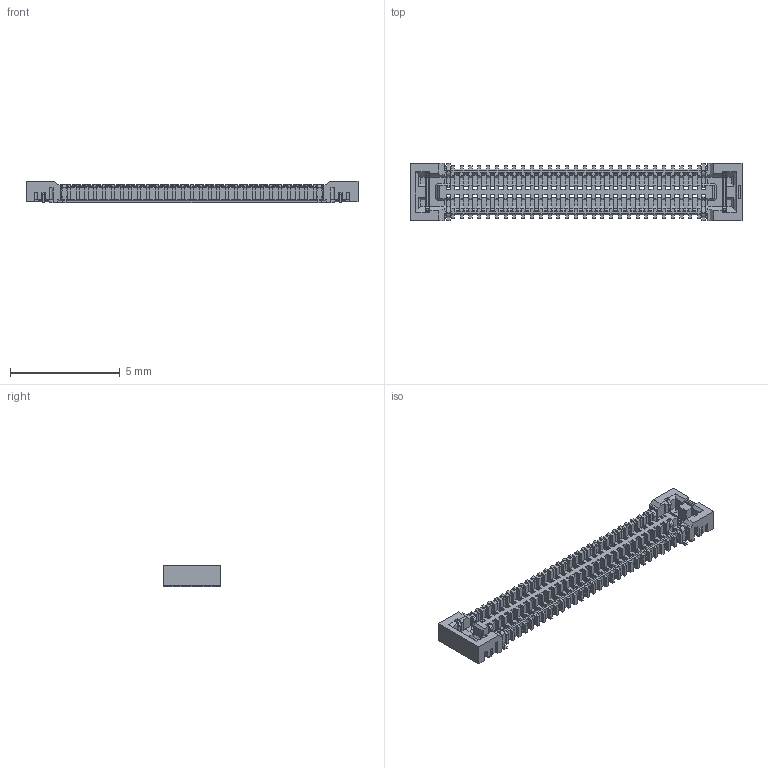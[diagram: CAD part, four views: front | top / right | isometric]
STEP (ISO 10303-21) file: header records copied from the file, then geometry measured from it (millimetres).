
FILE_DESCRIPTION(/* description */ (''),/* implementation_level */ '2;1');
FILE_NAME(/* name */ 'MOLEX_502426-6030.stp',/* time_stamp */ '2016-04-29T10:53:05+02:00',/* author */ ('riccim'),/* organization */ ('SolidWorks'),/* preprocessor_version */ 'ST-DEVELOPER v15.5',/* originating_system */ 'AutoCAD Mechanical',/* authorisation */ ' ');
FILE_SCHEMA (('AUTOMOTIVE_DESIGN { 1 0 10303 214 3 1 1 }'));
Products named in the file (1): Product
Bounding box: 15.1 x 2.6 x 1 mm (x, y, z)
Volume: 14 mm3; surface area: 202.6 mm2
Topology: 7 solids, 7 shells, 2510 faces, 7452 edges, 4864 vertices
Faces by surface type: plane 2386, cylinder 120, cone 4
Entity records: 82353 total; most frequent: ORIENTED_EDGE 14904, CARTESIAN_POINT 14827, DIRECTION 12726, EDGE_CURVE 7452, LINE 7200, VECTOR 7200, VERTEX_POINT 4864, AXIS2_PLACEMENT_3D 2763
